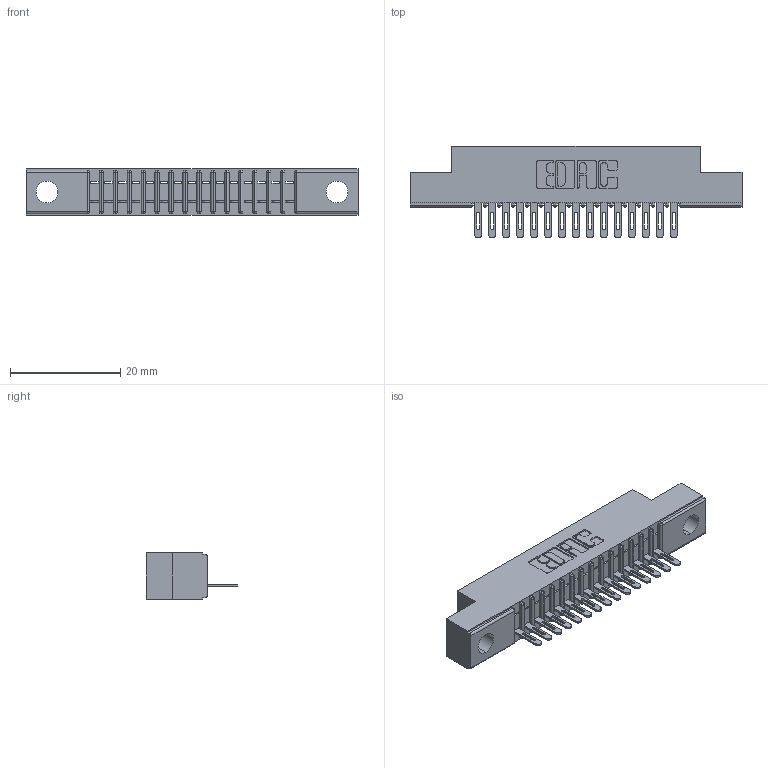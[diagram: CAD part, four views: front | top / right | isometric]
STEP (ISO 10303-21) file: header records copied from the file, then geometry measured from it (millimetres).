
FILE_DESCRIPTION (( 'STEP AP203' ), '1' );
FILE_NAME ('341-015-500-104.STEP', '2018-08-06T15:23:15', ( '' ), ( '' ), 'SwSTEP 2.0', 'SolidWorks 2016', '' );
FILE_SCHEMA (( 'CONFIG_CONTROL_DESIGN' ));
Length unit declared in the file: inch
Products named in the file (3): 341 Part_.156 (3.96) Dia Mounting Holes; 341-292-001_341-292-100; 341-015-500-104
Assembly tree (16 placements, depth 2):
  341-015-500-104
    341 Part_.156 (3.96) Dia Mounting Holes
    341-292-001_341-292-100  x15
Bounding box: 60.33 x 16.69 x 8.38 mm (x, y, z)
Volume: 3259.5 mm3; surface area: 5682.1 mm2
Topology: 16 solids, 16 shells, 1360 faces, 3907 edges, 2510 vertices
Faces by surface type: plane 817, cylinder 483, sphere 32, torus 28
Entity records: 21696 total; most frequent: CARTESIAN_POINT 3676, ORIENTED_EDGE 3662, DIRECTION 3567, EDGE_CURVE 1831, VECTOR 1453, LINE 1453, VERTEX_POINT 1166, AXIS2_PLACEMENT_3D 1057
